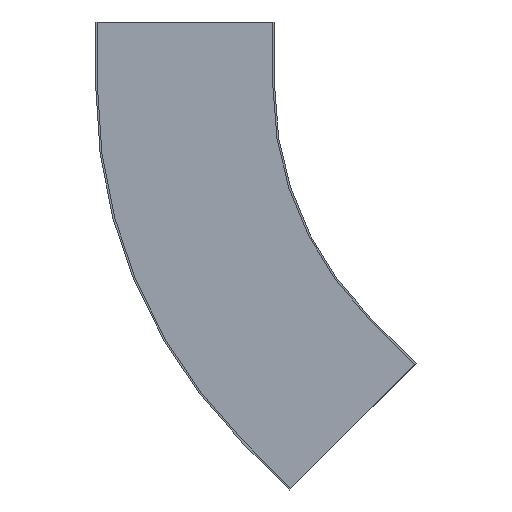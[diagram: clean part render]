
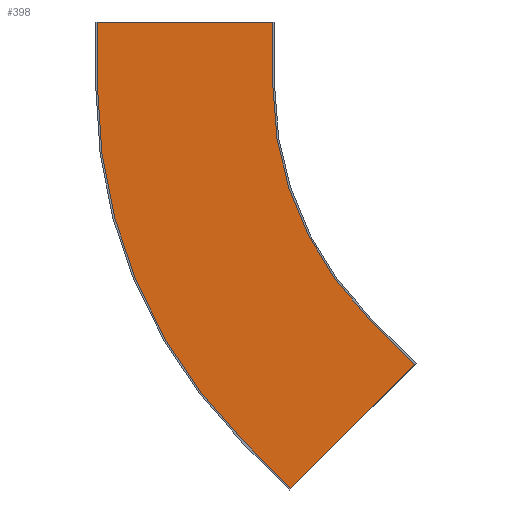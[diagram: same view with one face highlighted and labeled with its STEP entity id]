
A CAD part, front view. The second image highlights one B-rep face of the part: STEP entity #398.
In plain terms, the highlighted planar face has unit normal (0, -1, 0).
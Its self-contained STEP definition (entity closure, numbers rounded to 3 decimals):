
#3 = CARTESIAN_POINT ( 'NONE',  ( 105.289, 0., -157.138 ) ) ;
#4 = DIRECTION ( 'NONE',  ( 0., 1., 0. ) ) ;
#9 = CARTESIAN_POINT ( 'NONE',  ( 189., 0., -30.414 ) ) ;
#13 = CARTESIAN_POINT ( 'NONE',  ( 40.2, 0., -30. ) ) ;
#27 = CARTESIAN_POINT ( 'NONE',  ( 47.872, 0., -214.555 ) ) ;
#29 = DIRECTION ( 'NONE',  ( 0.707, 0., -0.707 ) ) ;
#32 = DIRECTION ( 'NONE',  ( 0., 0., 1. ) ) ;
#34 = DIRECTION ( 'NONE',  ( 0., 0., 1. ) ) ;
#35 = PLANE ( 'NONE',  #330 ) ;
#36 = DIRECTION ( 'NONE',  ( 0., -1., 0. ) ) ;
#44 = DIRECTION ( 'NONE',  ( 0., 0., -1. ) ) ;
#45 = CARTESIAN_POINT ( 'NONE',  ( 190., 0., -30. ) ) ;
#46 = CARTESIAN_POINT ( 'NONE',  ( 83.783, 0., -135.632 ) ) ;
#52 = DIRECTION ( 'NONE',  ( 0., 0., 1. ) ) ;
#55 = CARTESIAN_POINT ( 'NONE',  ( -40.2, 0., -30.414 ) ) ;
#60 = DIRECTION ( 'NONE',  ( -0.707, 0., 0.707 ) ) ;
#67 = DIRECTION ( 'NONE',  ( 1., 0., 0. ) ) ;
#73 = DIRECTION ( 'NONE',  ( 0., 1., 0. ) ) ;
#74 = CARTESIAN_POINT ( 'NONE',  ( -40.2, 0., -30.414 ) ) ;
#84 = CARTESIAN_POINT ( 'NONE',  ( 48.437, 0., -213.989 ) ) ;
#88 = CARTESIAN_POINT ( 'NONE',  ( -40.2, 0., 0. ) ) ;
#89 = CARTESIAN_POINT ( 'NONE',  ( 40.2, 0., 0. ) ) ;
#90 = CARTESIAN_POINT ( 'NONE',  ( 26.931, 0., -192.483 ) ) ;
#93 = CARTESIAN_POINT ( 'NONE',  ( 84.075, 0., -135.925 ) ) ;
#101 = CARTESIAN_POINT ( 'NONE',  ( -41., 0., 0. ) ) ;
#104 = DIRECTION ( 'NONE',  ( -0.707, 0., -0.707 ) ) ;
#107 = DIRECTION ( 'NONE',  ( 0., 0., 1. ) ) ;
#112 = CARTESIAN_POINT ( 'NONE',  ( 189., 0., -30.414 ) ) ;
#137 = CARTESIAN_POINT ( 'NONE',  ( 26.931, 0., -192.483 ) ) ;
#143 = CARTESIAN_POINT ( 'NONE',  ( 40.2, 0., -30.414 ) ) ;
#149 = LINE ( 'NONE', #74, #150 ) ;
#150 = VECTOR ( 'NONE', #52, 1000. ) ;
#156 = LINE ( 'NONE', #101, #159 ) ;
#159 = VECTOR ( 'NONE', #67, 1000. ) ;
#162 = LINE ( 'NONE', #137, #165 ) ;
#163 = CIRCLE ( 'NONE', #335, 229.2 ) ;
#164 = LINE ( 'NONE', #27, #167 ) ;
#165 = VECTOR ( 'NONE', #60, 1000. ) ;
#166 = LINE ( 'NONE', #46, #169 ) ;
#167 = VECTOR ( 'NONE', #104, 1000. ) ;
#168 = CIRCLE ( 'NONE', #334, 149.8 ) ;
#169 = VECTOR ( 'NONE', #29, 1000. ) ;
#208 = ORIENTED_EDGE ( 'NONE', *, *, #385, .F. ) ;
#209 = ORIENTED_EDGE ( 'NONE', *, *, #383, .F. ) ;
#211 = ORIENTED_EDGE ( 'NONE', *, *, #382, .F. ) ;
#212 = ORIENTED_EDGE ( 'NONE', *, *, #381, .F. ) ;
#219 = ORIENTED_EDGE ( 'NONE', *, *, #379, .F. ) ;
#222 = ORIENTED_EDGE ( 'NONE', *, *, #372, .F. ) ;
#223 = ORIENTED_EDGE ( 'NONE', *, *, #374, .F. ) ;
#253 = EDGE_LOOP ( 'NONE', ( #222, #219, #223, #212, #211, #209, #208, #279 ) ) ;
#274 = VERTEX_POINT ( 'NONE', #13 ) ;
#279 = ORIENTED_EDGE ( 'NONE', *, *, #386, .F. ) ;
#280 = FACE_OUTER_BOUND ( 'NONE', #253, .T. ) ;
#288 = VERTEX_POINT ( 'NONE', #84 ) ;
#290 = VERTEX_POINT ( 'NONE', #89 ) ;
#291 = VERTEX_POINT ( 'NONE', #88 ) ;
#292 = VERTEX_POINT ( 'NONE', #90 ) ;
#293 = VERTEX_POINT ( 'NONE', #55 ) ;
#295 = VERTEX_POINT ( 'NONE', #93 ) ;
#299 = VERTEX_POINT ( 'NONE', #3 ) ;
#330 = AXIS2_PLACEMENT_3D ( 'NONE', #9, #4, #34 ) ;
#334 = AXIS2_PLACEMENT_3D ( 'NONE', #45, #36, #32 ) ;
#335 = AXIS2_PLACEMENT_3D ( 'NONE', #112, #73, #107 ) ;
#372 = EDGE_CURVE ( 'NONE', #290, #274, #451, .T. ) ;
#374 = EDGE_CURVE ( 'NONE', #293, #291, #149, .T. ) ;
#379 = EDGE_CURVE ( 'NONE', #291, #290, #156, .T. ) ;
#381 = EDGE_CURVE ( 'NONE', #292, #293, #163, .T. ) ;
#382 = EDGE_CURVE ( 'NONE', #288, #292, #162, .T. ) ;
#383 = EDGE_CURVE ( 'NONE', #299, #288, #164, .T. ) ;
#385 = EDGE_CURVE ( 'NONE', #295, #299, #166, .T. ) ;
#386 = EDGE_CURVE ( 'NONE', #274, #295, #168, .T. ) ;
#398 = ADVANCED_FACE ( 'NONE', ( #280 ), #35, .F. ) ;
#451 = LINE ( 'NONE', #143, #488 ) ;
#488 = VECTOR ( 'NONE', #44, 1000. ) ;
